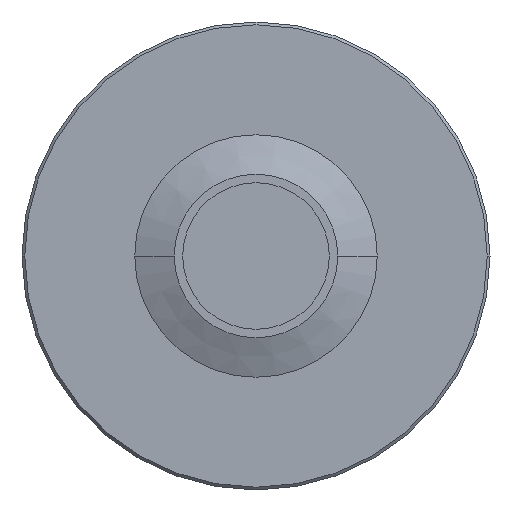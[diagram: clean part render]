
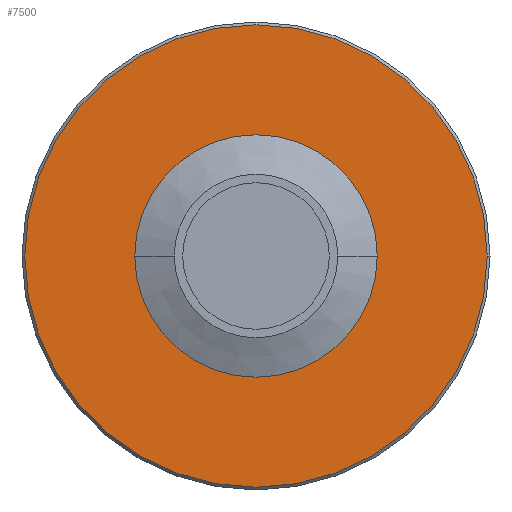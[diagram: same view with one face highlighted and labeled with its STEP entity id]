
A CAD part, left-side view. The second image highlights one B-rep face of the part: STEP entity #7500.
In plain terms, the highlighted planar face has unit normal (-1, 0, 0).
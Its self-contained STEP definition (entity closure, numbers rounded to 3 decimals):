
#4940=CARTESIAN_POINT('',(46.133,82.974,0.));
#4950=VERTEX_POINT('',#4940);
#5000=CARTESIAN_POINT('',(46.133,61.474,0.));
#5010=DIRECTION('',(-1.,0.,0.));
#5020=DIRECTION('',(0.,1.,0.));
#5030=AXIS2_PLACEMENT_3D('',#5000,#5010,#5020);
#5040=CIRCLE('',#5030,21.5);
#5050=CARTESIAN_POINT('',(46.133,39.974,
0.));
#5060=VERTEX_POINT('',#5050);
#5070=EDGE_CURVE('',#5060,#4950,#5040,.T.);
#6790=CARTESIAN_POINT('',(46.133,20.474,0.));
#6800=VERTEX_POINT('',#6790);
#6980=CARTESIAN_POINT('',(46.133,102.474,
0.));
#6990=VERTEX_POINT('',#6980);
#7020=CARTESIAN_POINT('',(46.133,61.474,0.));
#7030=DIRECTION('',(1.,0.,0.));
#7040=DIRECTION('',(0.,-1.,0.));
#7050=AXIS2_PLACEMENT_3D('',#7020,#7030,#7040);
#7060=CIRCLE('',#7050,41.);
#7070=EDGE_CURVE('',#6800,#6990,#7060,.T.);
#7350=CARTESIAN_POINT('',(46.133,100.624,0.));
#7360=DIRECTION('',(-1.,0.,0.));
#7370=DIRECTION('',(0.,1.,0.));
#7380=AXIS2_PLACEMENT_3D('',#7350,#7360,#7370);
#7390=PLANE('',#7380);
#7400=ORIENTED_EDGE('',*,*,#5070,.F.);
#7410=EDGE_CURVE('',#4950,#5060,#5040,.T.);
#7420=ORIENTED_EDGE('',*,*,#7410,.F.);
#7430=EDGE_LOOP('',(#7420,#7400));
#7440=FACE_BOUND('',#7430,.T.);
#7450=EDGE_CURVE('',#6990,#6800,#7060,.T.);
#7460=ORIENTED_EDGE('',*,*,#7450,.F.);
#7470=ORIENTED_EDGE('',*,*,#7070,.F.);
#7480=EDGE_LOOP('',(#7470,#7460));
#7490=FACE_OUTER_BOUND('',#7480,.T.);
#7500=ADVANCED_FACE('',(#7440,#7490),#7390,.T.);
